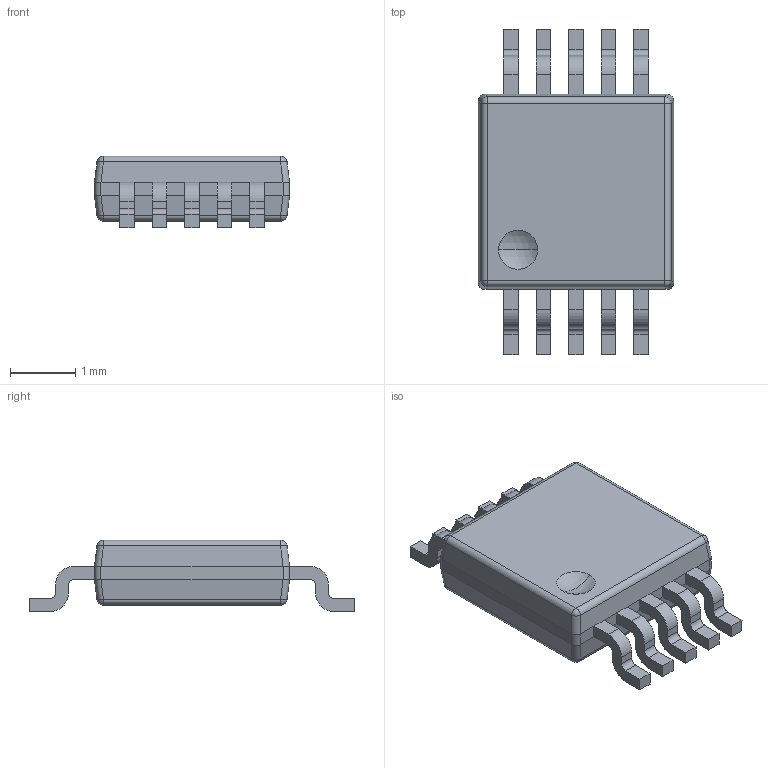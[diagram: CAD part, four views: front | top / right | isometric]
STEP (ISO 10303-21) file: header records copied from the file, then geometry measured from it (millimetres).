
FILE_DESCRIPTION (( 'STEP AP214' ), '1' );
FILE_NAME ('B9822D02-5B68-4874-AEA6-1501925F54E0.STEP', '2023-06-11T12:01:26', ( '' ), ( '' ), 'SwSTEP 2.0', 'SolidWorks 2022', '' );
FILE_SCHEMA (( 'AUTOMOTIVE_DESIGN' ));
Length unit declared in the file: millimetre
Products named in the file (1): B9822D02-5B68-4874-AEA6-1501925F54E0
Bounding box: 3 x 5 x 1.1 mm (x, y, z)
Volume: 9.3 mm3; surface area: 39.1 mm2
Topology: 1 solids, 1 shells, 186 faces, 484 edges, 301 vertices
Faces by surface type: plane 114, cylinder 62, sphere 10
Entity records: 6248 total; most frequent: CARTESIAN_POINT 1044, ORIENTED_EDGE 968, DIRECTION 944, EDGE_CURVE 484, VECTOR 350, LINE 350, VERTEX_POINT 301, AXIS2_PLACEMENT_3D 297
